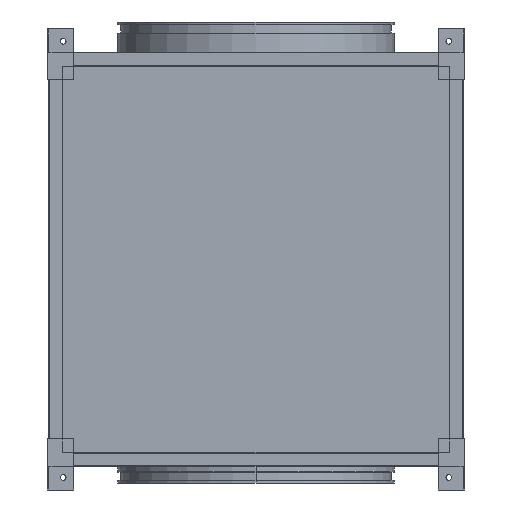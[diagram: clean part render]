
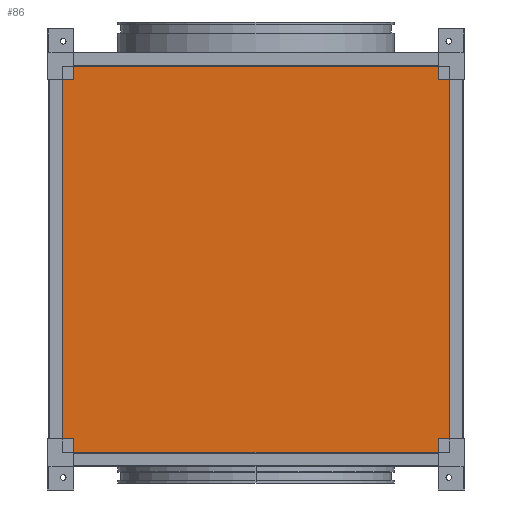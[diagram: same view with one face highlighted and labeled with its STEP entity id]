
A CAD part, front view. The second image highlights one B-rep face of the part: STEP entity #86.
In plain terms, the highlighted planar face has unit normal (0, -1, 0).
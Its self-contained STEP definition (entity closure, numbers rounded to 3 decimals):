
#29 = EDGE_CURVE ( 'NONE', #5533, #41, #1214, .T. ) ;
#40 = EDGE_CURVE ( 'NONE', #41, #55, #1195, .T. ) ;
#41 = VERTEX_POINT ( 'NONE', #1191 ) ;
#54 = EDGE_CURVE ( 'NONE', #55, #5536, #1240, .T. ) ;
#55 = VERTEX_POINT ( 'NONE', #1236 ) ;
#86 = ADVANCED_FACE ( 'NONE', ( #1258 ), #1254, .T. ) ;
#87 = EDGE_LOOP ( 'NONE', ( #88, #89, #90, #91 ) ) ;
#88 = ORIENTED_EDGE ( 'NONE', *, *, #5535, .T. ) ;
#89 = ORIENTED_EDGE ( 'NONE', *, *, #29, .T. ) ;
#90 = ORIENTED_EDGE ( 'NONE', *, *, #40, .T. ) ;
#91 = ORIENTED_EDGE ( 'NONE', *, *, #54, .T. ) ;
#1191 = CARTESIAN_POINT ( 'NONE',  ( 350., -372., -350. ) ) ;
#1192 = DIRECTION ( 'NONE',  ( 0., 0., 1. ) ) ;
#1193 = VECTOR ( 'NONE', #1192, 1000. ) ;
#1194 = CARTESIAN_POINT ( 'NONE',  ( 350., -372., -350. ) ) ;
#1195 = LINE ( 'NONE', #1194, #1193 ) ;
#1211 = DIRECTION ( 'NONE',  ( 1., 0., 0. ) ) ;
#1212 = VECTOR ( 'NONE', #1211, 1000. ) ;
#1213 = CARTESIAN_POINT ( 'NONE',  ( -350., -372., -350. ) ) ;
#1214 = LINE ( 'NONE', #1213, #1212 ) ;
#1236 = CARTESIAN_POINT ( 'NONE',  ( 350., -372., 350. ) ) ;
#1237 = DIRECTION ( 'NONE',  ( -1., 0., 0. ) ) ;
#1238 = VECTOR ( 'NONE', #1237, 1000. ) ;
#1239 = CARTESIAN_POINT ( 'NONE',  ( 350., -372., 350. ) ) ;
#1240 = LINE ( 'NONE', #1239, #1238 ) ;
#1249 = DIRECTION ( 'NONE',  ( 0., 0., -1. ) ) ;
#1250 = DIRECTION ( 'NONE',  ( 0., -1., 0. ) ) ;
#1251 = CARTESIAN_POINT ( 'NONE',  ( -350., -372., -350. ) ) ;
#1253 = AXIS2_PLACEMENT_3D ( 'NONE', #1251, #1250, #1249 ) ;
#1254 = PLANE ( 'NONE',  #1253 ) ;
#1258 = FACE_OUTER_BOUND ( 'NONE', #87, .T. ) ;
#4557 = CARTESIAN_POINT ( 'NONE',  ( -350., -372., 350. ) ) ;
#4558 = DIRECTION ( 'NONE',  ( 0., 0., -1. ) ) ;
#4559 = VECTOR ( 'NONE', #4558, 1000. ) ;
#4560 = CARTESIAN_POINT ( 'NONE',  ( -350., -372., 350. ) ) ;
#4561 = LINE ( 'NONE', #4560, #4559 ) ;
#4562 = CARTESIAN_POINT ( 'NONE',  ( -350., -372., -350. ) ) ;
#5533 = VERTEX_POINT ( 'NONE', #4562 ) ;
#5535 = EDGE_CURVE ( 'NONE', #5536, #5533, #4561, .T. ) ;
#5536 = VERTEX_POINT ( 'NONE', #4557 ) ;
